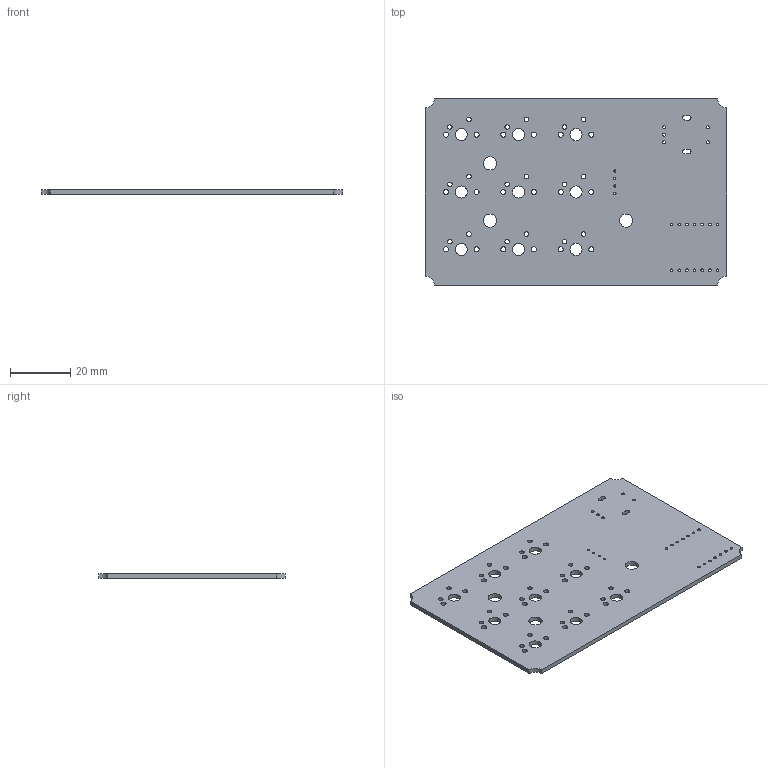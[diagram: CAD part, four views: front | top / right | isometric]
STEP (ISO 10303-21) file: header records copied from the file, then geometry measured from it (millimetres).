
FILE_DESCRIPTION(('KiCad electronic assembly'),'2;1');
FILE_NAME('IceDeck.step','2025-12-04T19:18:46',('Pcbnew'),('Kicad'), 'Open CASCADE STEP processor 7.9','KiCad to STEP converter','Unknown' );
FILE_SCHEMA(('AUTOMOTIVE_DESIGN { 1 0 10303 214 1 1 1 1 }'));
Length unit declared in the file: millimetre
Products named in the file (2): IceDeck 1; Microboard_PCB
Assembly tree (1 placements, depth 2):
  IceDeck 1
    Microboard_PCB
Bounding box: 100 x 61.91 x 1.51 mm (x, y, z)
Volume: 8923.5 mm3; surface area: 12926.5 mm2
Topology: 1 solids, 1 shells, 89 faces, 261 edges, 174 vertices
Faces by surface type: cylinder 79, plane 10
Full cylindrical faces by diameter (mm): 0.762 x3, 0.8 x1, 0.889 x14, 1 x5, 1.5 x18, 1.7 x18, 4 x9, 4.4 x3
Entity records: 3382 total; most frequent: DIRECTION 601, CARTESIAN_POINT 526, ORIENTED_EDGE 522, EDGE_CURVE 261, AXIS2_PLACEMENT_3D 249, FACE_BOUND 235, EDGE_LOOP 235, VERTEX_POINT 174
